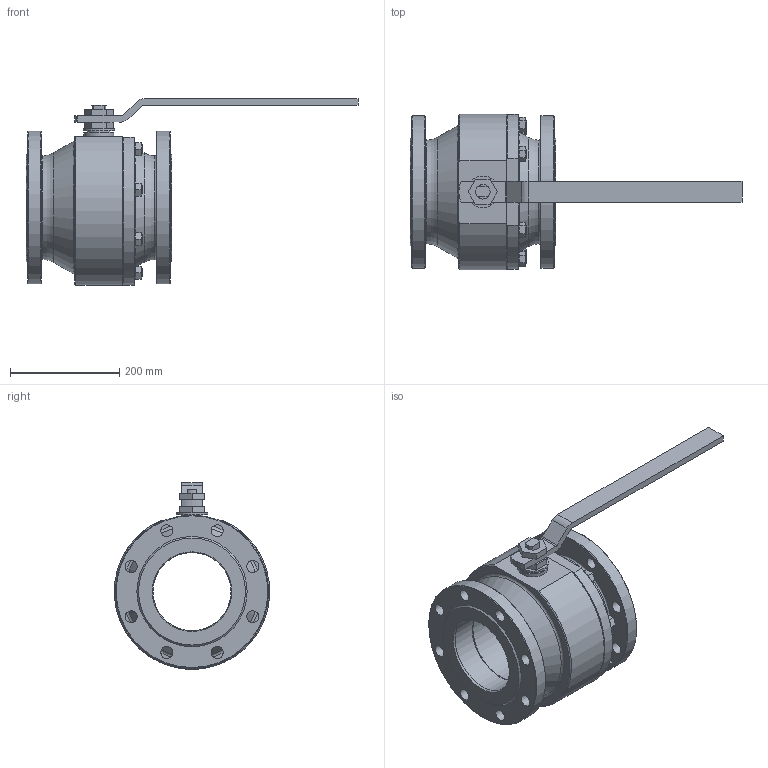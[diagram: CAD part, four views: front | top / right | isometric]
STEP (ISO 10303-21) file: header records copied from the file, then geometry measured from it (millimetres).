
FILE_DESCRIPTION( ( 'STEP AP214' ), '1' );
FILE_NAME( ' ', ' ', ( ' ' ), ( ' ' ), 'PSStep 13.0', 'VISI 18.0', ' ' );
FILE_SCHEMA( ( 'AUTOMOTIVE_DESIGN { 1 0 10303 214 1 1 1 1 }' ) );
Length unit declared in the file: millimetre
Products named in the file (2): 1; 2
Bounding box: 608.5 x 284.76 x 342.2 mm (x, y, z)
Volume: 8840994.6 mm3; surface area: 913197.3 mm2
Topology: 2 solids, 12 shells, 269 faces, 604 edges, 391 vertices
Faces by surface type: plane 144, cylinder 70, cone 48, torus 6, sphere 1
Full cylindrical faces by diameter (mm): 14 x8, 16 x8, 18 x8, 22 x16, 26.5 x1, 30.4 x1, 42 x3, 55 x1, 58 x1, 143 x3, 146 x2, 178 x2, 223.7 x1, 224 x1, 232 x1, 280 x2
Entity records: 9561 total; most frequent: CARTESIAN_POINT 2024, DIRECTION 1083, ORIENTED_EDGE 908, AXIS2_PLACEMENT_3D 463, EDGE_CURVE 454, EDGE_LOOP 450, VERTEX_POINT 360, FACE_OUTER_BOUND 333
